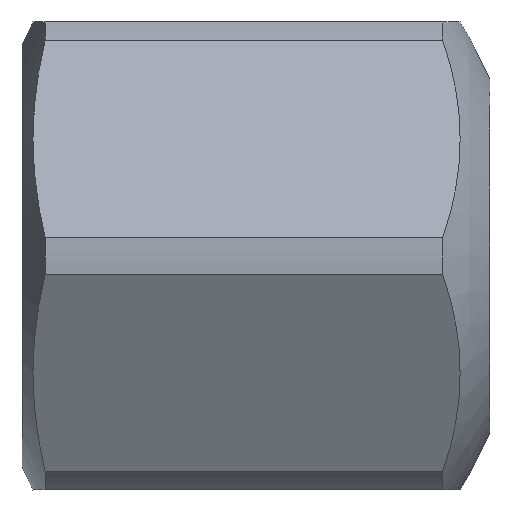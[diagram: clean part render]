
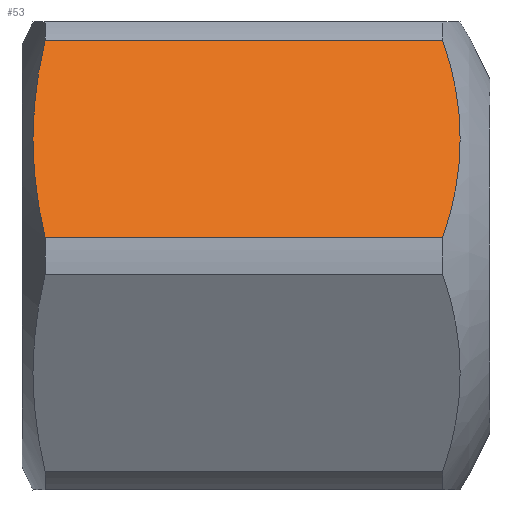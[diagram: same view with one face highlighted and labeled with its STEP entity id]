
A CAD part, front view. The second image highlights one B-rep face of the part: STEP entity #53.
In plain terms, the highlighted planar face has unit normal (0, -0.866, 0.5).
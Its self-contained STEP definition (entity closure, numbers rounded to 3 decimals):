
#53 = ADVANCED_FACE( '', ( #115 ), #116, .F. );
#115 = FACE_OUTER_BOUND( '', #186, .T. );
#116 = PLANE( '', #187 );
#186 = EDGE_LOOP( '', ( #270, #271, #272, #273 ) );
#187 = AXIS2_PLACEMENT_3D( '', #274, #275, #276 );
#270 = ORIENTED_EDGE( '', *, *, #415, .T. );
#271 = ORIENTED_EDGE( '', *, *, #412, .T. );
#272 = ORIENTED_EDGE( '', *, *, #416, .T. );
#273 = ORIENTED_EDGE( '', *, *, #399, .T. );
#274 = CARTESIAN_POINT( '', ( 21., -6.062, 10.5 ) );
#275 = DIRECTION( '', ( 0., 0.866, -0.5 ) );
#276 = DIRECTION( '', ( 0., 0.5, 0.866 ) );
#399 = EDGE_CURVE( '', #465, #463, #466, .T. );
#412 = EDGE_CURVE( '', #488, #486, #489, .F. );
#415 = EDGE_CURVE( '', #463, #488, #492, .F. );
#416 = EDGE_CURVE( '', #486, #465, #493, .T. );
#463 = VERTEX_POINT( '', #555 );
#465 = VERTEX_POINT( '', #557 );
#466 = LINE( '', #558, #559 );
#486 = VERTEX_POINT( '', #591 );
#488 = VERTEX_POINT( '', #593 );
#489 = LINE( '', #594, #595 );
#492 = CIRCLE( '', #598, 17.022 );
#493 = B_SPLINE_CURVE_WITH_KNOTS( '', 3, ( #599, #600, #601, #602, #603, #604, #605, #606, #607, #608 ), .UNSPECIFIED., .F., .F., ( 4, 2, 2, 2, 4 ), ( 0., 0.003, 0.005, 0.008, 0.01 ), .UNSPECIFIED. );
#555 = CARTESIAN_POINT( '', ( 18.871, -11.651, 0.82 ) );
#557 = CARTESIAN_POINT( '', ( 1.04, -11.651, 0.82 ) );
#558 = CARTESIAN_POINT( '', ( 21., -11.651, 0.82 ) );
#559 = VECTOR( '', #712, 1000. );
#591 = CARTESIAN_POINT( '', ( 1.04, -6.535, 9.68 ) );
#593 = CARTESIAN_POINT( '', ( 18.871, -6.535, 9.68 ) );
#594 = CARTESIAN_POINT( '', ( 21., -6.535, 9.68 ) );
#595 = VECTOR( '', #731, 1000. );
#598 = AXIS2_PLACEMENT_3D( '', #735, #736, #737 );
#599 = CARTESIAN_POINT( '', ( 1.04, -6.535, 9.68 ) );
#600 = CARTESIAN_POINT( '', ( 0.867, -6.959, 8.947 ) );
#601 = CARTESIAN_POINT( '', ( 0.728, -7.383, 8.212 ) );
#602 = CARTESIAN_POINT( '', ( 0.54, -8.233, 6.739 ) );
#603 = CARTESIAN_POINT( '', ( 0.49, -8.659, 6.002 ) );
#604 = CARTESIAN_POINT( '', ( 0.489, -9.513, 4.523 ) );
#605 = CARTESIAN_POINT( '', ( 0.538, -9.941, 3.782 ) );
#606 = CARTESIAN_POINT( '', ( 0.727, -10.798, 2.297 ) );
#607 = CARTESIAN_POINT( '', ( 0.866, -11.227, 1.555 ) );
#608 = CARTESIAN_POINT( '', ( 1.04, -11.651, 0.82 ) );
#712 = DIRECTION( '', ( 1., 0., 0. ) );
#731 = DIRECTION( '', ( 1., 0., 0. ) );
#735 = CARTESIAN_POINT( '', ( 2.636, -9.093, 5.25 ) );
#736 = DIRECTION( '', ( 0., 0.866, -0.5 ) );
#737 = DIRECTION( '', ( 0., 0.5, 0.866 ) );
